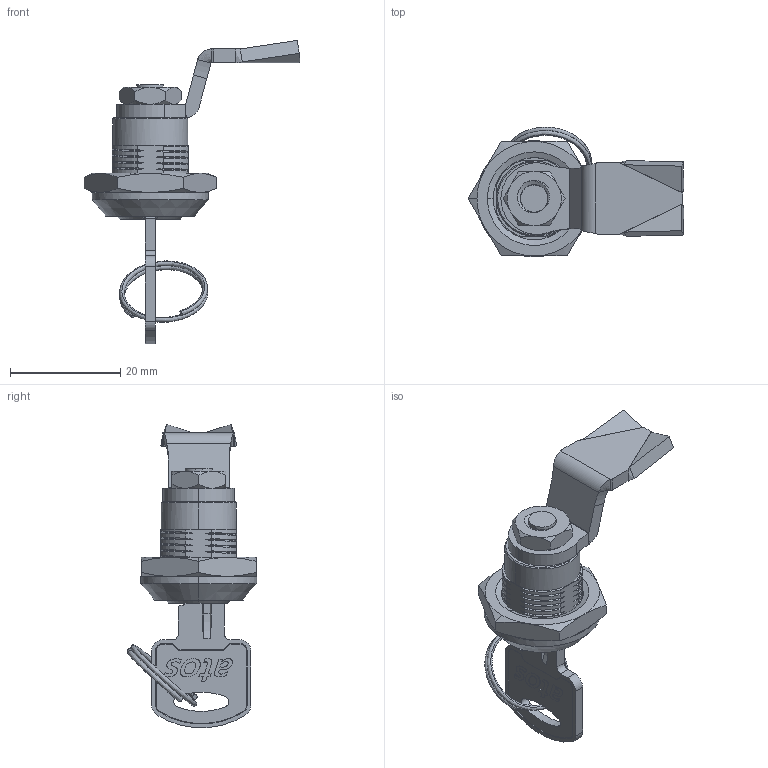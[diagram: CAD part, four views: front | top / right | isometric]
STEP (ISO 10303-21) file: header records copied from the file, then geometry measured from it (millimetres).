
FILE_DESCRIPTION (( 'STEP AP203' ), '1' );
FILE_NAME ('KM57.1.2.01.26.2.R.STEP', '2019-06-14T10:11:11', ( '' ), ( '' ), 'SwSTEP 2.0', 'SolidWorks 2015', '' );
FILE_SCHEMA (( 'CONFIG_CONTROL_DESIGN' ));
Products named in the file (1): KM57.1.2.01.26.2.R
Bounding box: 39.19 x 23.56 x 55.04 mm (x, y, z)
Surface area: 5191.1 mm2 (no closed solid volume)
Topology: 0 solids, 8 shells, 402 faces, 1345 edges, 937 vertices
Faces by surface type: bspline 151, plane 116, cylinder 90, cone 45
Entity records: 32820 total; most frequent: CARTESIAN_POINT 22729, ORIENTED_EDGE 2331, DIRECTION 1484, EDGE_CURVE 1345, VERTEX_POINT 937, LINE 574, VECTOR 574, B_SPLINE_CURVE_WITH_KNOTS 505
